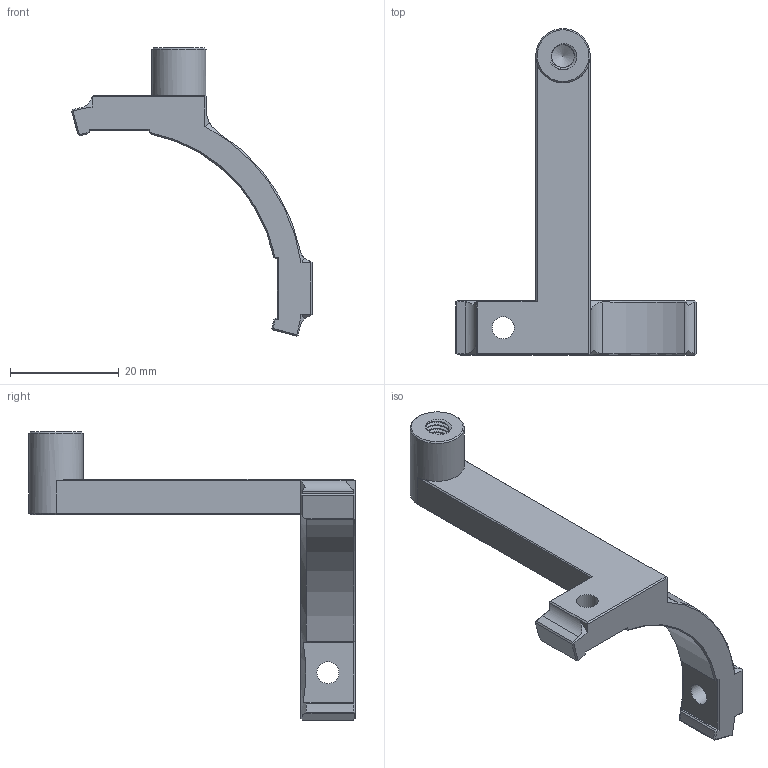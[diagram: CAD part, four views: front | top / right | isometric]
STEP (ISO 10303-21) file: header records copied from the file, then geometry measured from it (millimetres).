
FILE_DESCRIPTION(/* description */ (''),/* implementation_level */ '2;1');
FILE_NAME(/* name */ 'Ohlins TTX Upper Mount.step',/* time_stamp */ '2020-09-16T20:38:53-07:00',/* author */ (''),/* organization */ (''),/* preprocessor_version */ 'ST-DEVELOPER v18.1',/* originating_system */ 'Autodesk Translation Framework v9.3.0.1241',/* authorisation */ '');
FILE_SCHEMA (('AUTOMOTIVE_DESIGN { 1 0 10303 214 3 1 1 }'));
Length unit declared in the file: millimetre
Products named in the file (1): Ohlins TTX Upper Mount v3
Bounding box: 44.24 x 60 x 52.99 mm (x, y, z)
Volume: 7391.2 mm3; surface area: 4474.7 mm2
Topology: 1 solids, 1 shells, 126 faces, 327 edges, 203 vertices
Faces by surface type: plane 66, cylinder 45, cone 13, bspline 2
Full cylindrical faces by diameter (mm): 4.05 x2, 4.234 x6, 5.12 x5, 10 x1
Entity records: 5759 total; most frequent: CARTESIAN_POINT 2889, ORIENTED_EDGE 652, DIRECTION 508, EDGE_CURVE 326, VERTEX_POINT 203, AXIS2_PLACEMENT_3D 172, LINE 164, VECTOR 164
